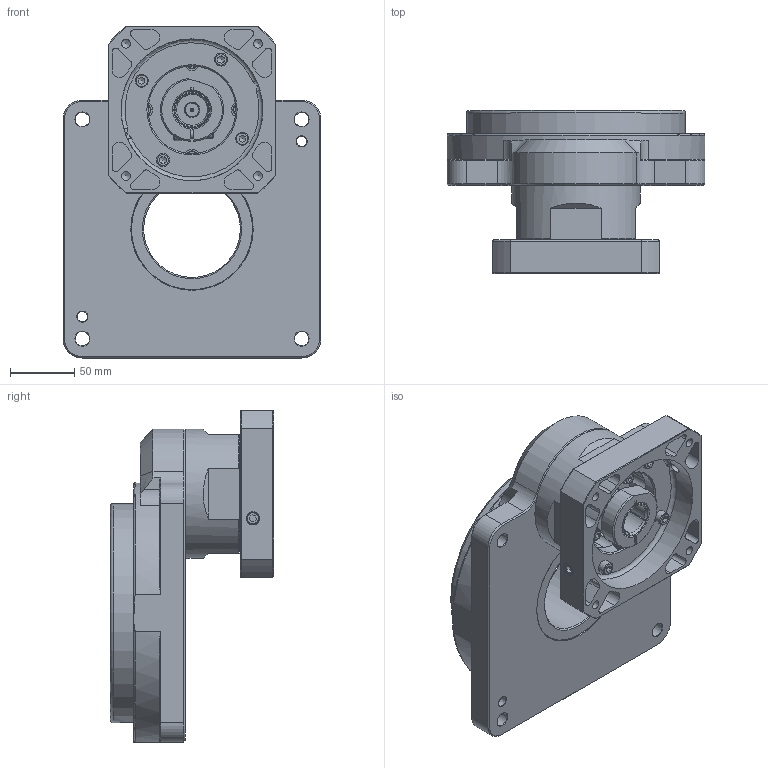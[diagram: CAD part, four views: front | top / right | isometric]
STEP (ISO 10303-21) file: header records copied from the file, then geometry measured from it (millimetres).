
FILE_DESCRIPTION((''),'2;1');
FILE_NAME('KGT-200C-1 (S24).stp','2015-09-18T14:26:43',('young'),(''),'Autodesk Inventor 2012','Autodesk Inventor 2012','');
FILE_SCHEMA(('CONFIG_CONTROL_DESIGN'));
Length unit declared in the file: millimetre
Products named in the file (1): KGT-200C-1 (S24)
Bounding box: 200 x 126.5 x 257.5 mm (x, y, z)
Volume: 1544050.5 mm3; surface area: 394954.7 mm2
Topology: 22 solids, 22 shells, 633 faces, 1503 edges, 953 vertices
Faces by surface type: plane 269, cylinder 188, cone 147, torus 27, bspline 2
Full cylindrical faces by diameter (mm): 1.5 x1, 2.459 x4, 4.2 x10, 5 x15, 5.5 x4, 6 x5, 6.5 x1, 6.8 x8, 8 x4, 8.433 x2, 8.5 x4, 9.5 x2, 10 x5, 11 x10, 24.2 x1, 28.5 x1, 29.8 x1, 30 x1, 36 x1, 37 x1, 41 x1, 42 x1, 45 x2, 47 x1, 68 x1, 75 x1, 78 x1, 86.5 x1, 90 x3, 90.001 x1
Entity records: 17287 total; most frequent: CARTESIAN_POINT 3753, DIRECTION 2902, ORIENTED_EDGE 2368, AXIS2_PLACEMENT_3D 1203, EDGE_CURVE 1184, EDGE_LOOP 964, VERTEX_POINT 868, FACE_OUTER_BOUND 633
